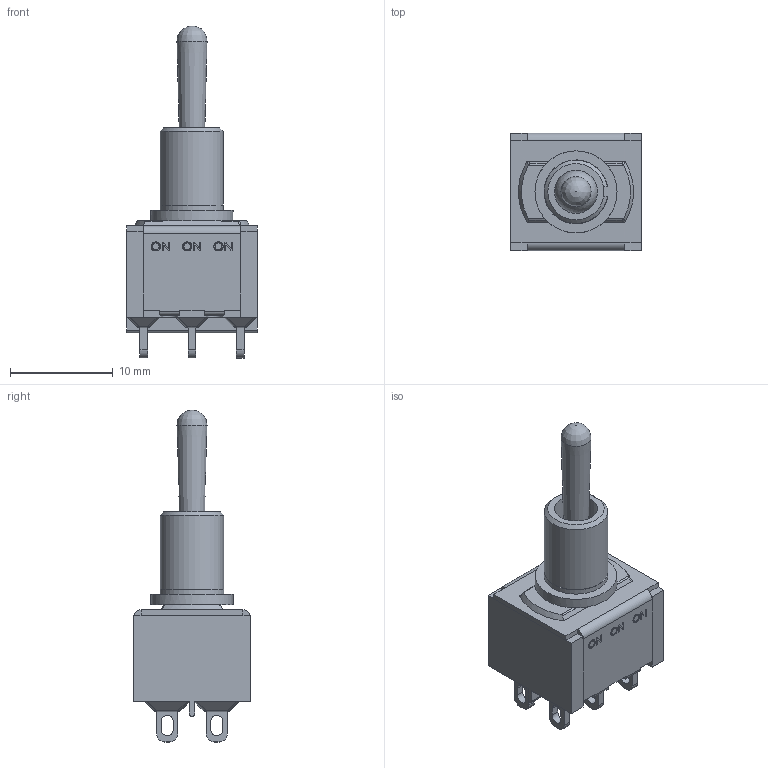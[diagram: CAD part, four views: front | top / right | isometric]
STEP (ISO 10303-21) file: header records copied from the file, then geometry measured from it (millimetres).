
FILE_DESCRIPTION(/* description */ (''),/* implementation_level */ '2;1');
FILE_NAME(/* name */ '100DPxT1B6M1xE.stp',/* time_stamp */ '2018-07-11T09:00:39-05:00',/* author */ ('mroman'),/* organization */ (''),/* preprocessor_version */ 'ST-DEVELOPER v17',/* originating_system */ 'Autodesk Inventor 2018',/* authorisation */ '');
FILE_SCHEMA (('AUTOMOTIVE_DESIGN { 1 0 10303 214 3 1 1 }'));
Length unit declared in the file: millimetre
Products named in the file (1): 100DPxT1B6M1xE
Bounding box: 12.7 x 11.43 x 32.29 mm (x, y, z)
Volume: 1022.6 mm3; surface area: 2008.2 mm2
Topology: 1 solids, 3 shells, 458 faces, 1194 edges, 743 vertices
Faces by surface type: plane 306, cylinder 93, bspline 28, sphere 26, cone 5
Full cylindrical faces by diameter (mm): 1.65 x1, 4.2 x2, 7.98 x1
Entity records: 14119 total; most frequent: CARTESIAN_POINT 3023, ORIENTED_EDGE 2340, DIRECTION 2190, EDGE_CURVE 1170, LINE 870, VECTOR 870, VERTEX_POINT 743, AXIS2_PLACEMENT_3D 660
